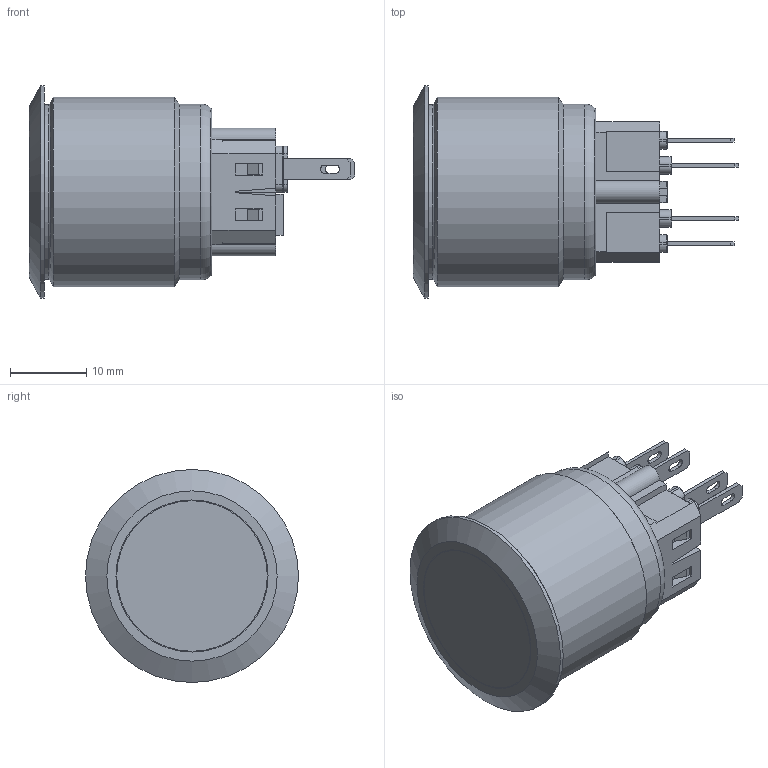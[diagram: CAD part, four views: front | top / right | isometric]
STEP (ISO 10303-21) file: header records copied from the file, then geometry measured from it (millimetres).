
FILE_DESCRIPTION(/* description */ (''),/* implementation_level */ '2;1');
FILE_NAME(/* name */ '100102801_Shrinkwrap_1.stp',/* time_stamp */ '2023-02-28T10:46:26-06:00',/* author */ ('jmeyers'),/* organization */ (''),/* preprocessor_version */ 'ST-DEVELOPER v18.1',/* originating_system */ 'Autodesk Inventor 2020',/* authorisation */ '');
FILE_SCHEMA (('AUTOMOTIVE_DESIGN { 1 0 10303 214 3 1 1 }'));
Length unit declared in the file: millimetre
Products named in the file (1): 100102801_Shrinkwrap_1
Bounding box: 42.8 x 28 x 28 mm (x, y, z)
Volume: 13407.9 mm3; surface area: 4290.1 mm2
Topology: 1 solids, 1 shells, 270 faces, 687 edges, 424 vertices
Faces by surface type: plane 189, cylinder 59, torus 19, cone 3
Full cylindrical faces by diameter (mm): 1.75 x1, 23 x1, 23.1 x1, 24.9 x1, 28 x1
Entity records: 8063 total; most frequent: DIRECTION 1384, CARTESIAN_POINT 1382, ORIENTED_EDGE 1374, EDGE_CURVE 687, LINE 532, VECTOR 532, AXIS2_PLACEMENT_3D 426, VERTEX_POINT 424
